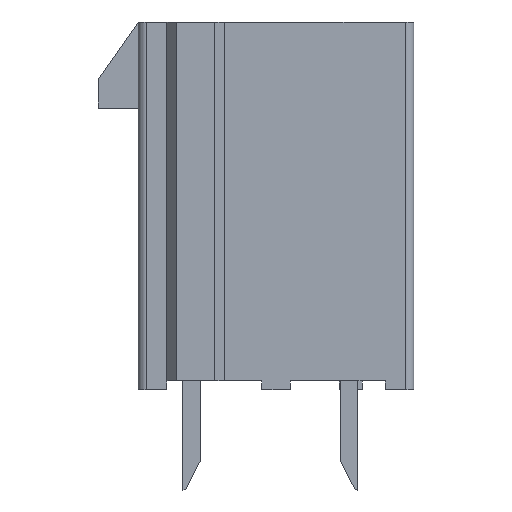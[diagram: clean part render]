
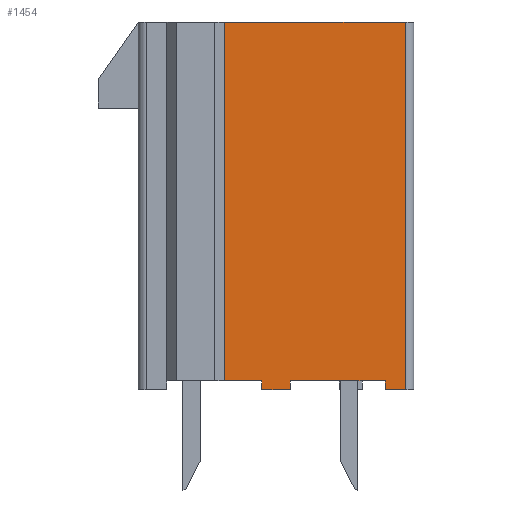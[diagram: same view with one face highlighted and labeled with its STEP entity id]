
A CAD part, left-side view. The second image highlights one B-rep face of the part: STEP entity #1454.
In plain terms, the highlighted planar face has unit normal (-1, 0, 0).
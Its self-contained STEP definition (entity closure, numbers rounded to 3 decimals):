
#99=FACE_OUTER_BOUND('',#180,.T.);
#180=EDGE_LOOP('',(#1238,#1239,#1240,#1241,#1242,#1243,#1244,#1245,#1246,
#1247));
#271=LINE('',#2108,#463);
#275=LINE('',#2117,#467);
#279=LINE('',#2126,#471);
#302=LINE('',#2174,#494);
#306=LINE('',#2183,#498);
#332=LINE('',#2239,#524);
#333=LINE('',#2241,#525);
#335=LINE('',#2244,#527);
#343=LINE('',#2262,#535);
#372=LINE('',#2320,#564);
#463=VECTOR('',#1704,0.3);
#467=VECTOR('',#1710,0.3);
#471=VECTOR('',#1716,0.3);
#494=VECTOR('',#1761,1.3);
#498=VECTOR('',#1769,0.7);
#524=VECTOR('',#1825,12.8);
#525=VECTOR('',#1828,3.3);
#527=VECTOR('',#1832,1.);
#535=VECTOR('',#1844,6.3);
#564=VECTOR('',#1897,12.5);
#641=VERTEX_POINT('',#2106);
#642=VERTEX_POINT('',#2107);
#645=VERTEX_POINT('',#2115);
#646=VERTEX_POINT('',#2116);
#649=VERTEX_POINT('',#2124);
#650=VERTEX_POINT('',#2125);
#664=VERTEX_POINT('',#2173);
#667=VERTEX_POINT('',#2181);
#682=VERTEX_POINT('',#2237);
#690=VERTEX_POINT('',#2260);
#789=EDGE_CURVE('',#641,#642,#271,.T.);
#793=EDGE_CURVE('',#645,#646,#275,.T.);
#797=EDGE_CURVE('',#649,#650,#279,.T.);
#821=EDGE_CURVE('',#650,#664,#302,.T.);
#826=EDGE_CURVE('',#667,#641,#306,.T.);
#855=EDGE_CURVE('',#682,#667,#332,.T.);
#856=EDGE_CURVE('',#642,#645,#333,.T.);
#858=EDGE_CURVE('',#646,#649,#335,.T.);
#867=EDGE_CURVE('',#690,#682,#343,.T.);
#897=EDGE_CURVE('',#664,#690,#372,.T.);
#1238=ORIENTED_EDGE('',*,*,#897,.F.);
#1239=ORIENTED_EDGE('',*,*,#821,.F.);
#1240=ORIENTED_EDGE('',*,*,#797,.F.);
#1241=ORIENTED_EDGE('',*,*,#858,.F.);
#1242=ORIENTED_EDGE('',*,*,#793,.F.);
#1243=ORIENTED_EDGE('',*,*,#856,.F.);
#1244=ORIENTED_EDGE('',*,*,#789,.F.);
#1245=ORIENTED_EDGE('',*,*,#826,.F.);
#1246=ORIENTED_EDGE('',*,*,#855,.F.);
#1247=ORIENTED_EDGE('',*,*,#867,.F.);
#1379=PLANE('',#1559);
#1454=ADVANCED_FACE('',(#99),#1379,.F.);
#1559=AXIS2_PLACEMENT_3D('',#2319,#1895,#1896);
#1704=DIRECTION('',(0.,0.,1.));
#1710=DIRECTION('',(0.,0.,-1.));
#1716=DIRECTION('',(0.,0.,1.));
#1761=DIRECTION('',(0.,1.,0.));
#1769=DIRECTION('',(0.,1.,0.));
#1825=DIRECTION('',(0.,0.,-1.));
#1828=DIRECTION('',(0.,1.,0.));
#1832=DIRECTION('',(0.,1.,0.));
#1844=DIRECTION('',(0.,-1.,0.));
#1895=DIRECTION('center_axis',(1.,0.,0.));
#1896=DIRECTION('ref_axis',(0.,1.,0.));
#1897=DIRECTION('',(0.,0.,1.));
#2106=CARTESIAN_POINT('',(-2.7,-1.25,0.));
#2107=CARTESIAN_POINT('',(-2.7,-1.25,0.3));
#2108=CARTESIAN_POINT('',(-2.7,-1.25,0.));
#2115=CARTESIAN_POINT('',(-2.7,2.05,0.3));
#2116=CARTESIAN_POINT('',(-2.7,2.05,0.));
#2117=CARTESIAN_POINT('',(-2.7,2.05,0.3));
#2124=CARTESIAN_POINT('',(-2.7,3.05,0.));
#2125=CARTESIAN_POINT('',(-2.7,3.05,0.3));
#2126=CARTESIAN_POINT('',(-2.7,3.05,0.));
#2173=CARTESIAN_POINT('',(-2.7,4.35,0.3));
#2174=CARTESIAN_POINT('',(-2.7,3.05,0.3));
#2181=CARTESIAN_POINT('',(-2.7,-1.95,0.));
#2183=CARTESIAN_POINT('',(-2.7,-1.95,0.));
#2237=CARTESIAN_POINT('',(-2.7,-1.95,12.8));
#2239=CARTESIAN_POINT('',(-2.7,-1.95,12.8));
#2241=CARTESIAN_POINT('',(-2.7,-1.25,0.3));
#2244=CARTESIAN_POINT('',(-2.7,2.05,0.));
#2260=CARTESIAN_POINT('',(-2.7,4.35,12.8));
#2262=CARTESIAN_POINT('',(-2.7,4.35,12.8));
#2319=CARTESIAN_POINT('Origin',(-2.7,-1.95,0.));
#2320=CARTESIAN_POINT('',(-2.7,4.35,0.3));
